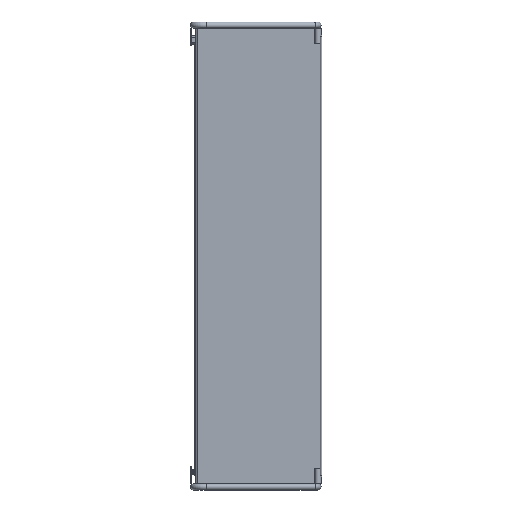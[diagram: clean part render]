
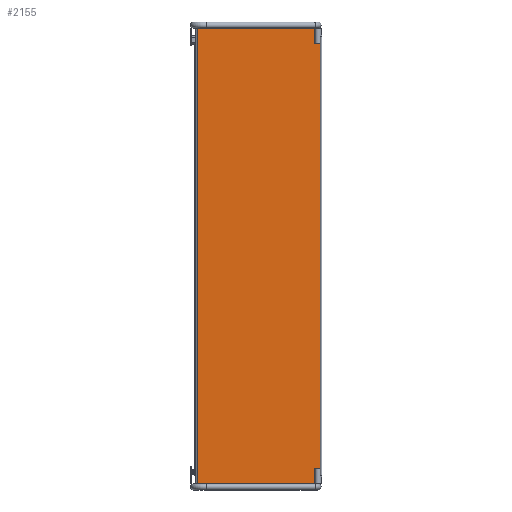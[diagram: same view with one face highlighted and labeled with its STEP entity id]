
A CAD part, front view. The second image highlights one B-rep face of the part: STEP entity #2155.
In plain terms, the highlighted planar face has unit normal (0, -1, 0).
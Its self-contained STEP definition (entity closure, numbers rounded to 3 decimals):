
#366 = VECTOR ( 'NONE', #585, 1000. ) ;
#585 = DIRECTION ( 'NONE',  ( 1., 0., 0. ) ) ;
#1250 = CARTESIAN_POINT ( 'NONE',  ( 160.9, -92.12, 0. ) ) ;
#1460 = LINE ( 'NONE', #5822, #366 ) ;
#1632 = LINE ( 'NONE', #4713, #8321 ) ;
#1837 = EDGE_CURVE ( 'NONE', #7835, #5798, #10076, .T. ) ;
#2155 = ADVANCED_FACE ( 'NONE', ( #6269 ), #2975, .F. ) ;
#2975 = PLANE ( 'NONE',  #9273 ) ;
#3474 = LINE ( 'NONE', #6827, #7391 ) ;
#3475 = ORIENTED_EDGE ( 'NONE', *, *, #9932, .F. ) ;
#3663 = CARTESIAN_POINT ( 'NONE',  ( 160.9, -92.12, 591.6 ) ) ;
#3960 = ORIENTED_EDGE ( 'NONE', *, *, #10183, .T. ) ;
#3979 = CARTESIAN_POINT ( 'NONE',  ( 1.3, -92.12, 0. ) ) ;
#4260 = DIRECTION ( 'NONE',  ( 0., 0., -1. ) ) ;
#4508 = EDGE_CURVE ( 'NONE', #7484, #8486, #3474, .T. ) ;
#4657 = CARTESIAN_POINT ( 'NONE',  ( 160.9, -92.12, 591.6 ) ) ;
#4713 = CARTESIAN_POINT ( 'NONE',  ( 0., -92.12, 0. ) ) ;
#4789 = ORIENTED_EDGE ( 'NONE', *, *, #1837, .F. ) ;
#5158 = CARTESIAN_POINT ( 'NONE',  ( 1.3, -92.12, 591.6 ) ) ;
#5456 = DIRECTION ( 'NONE',  ( 0., 0., 1. ) ) ;
#5798 = VERTEX_POINT ( 'NONE', #1250 ) ;
#5822 = CARTESIAN_POINT ( 'NONE',  ( 0., -92.12, 591.6 ) ) ;
#6269 = FACE_OUTER_BOUND ( 'NONE', #9941, .T. ) ;
#6827 = CARTESIAN_POINT ( 'NONE',  ( 1.3, -92.12, 591.6 ) ) ;
#7027 = VECTOR ( 'NONE', #4260, 1000. ) ;
#7180 = DIRECTION ( 'NONE',  ( 0., 1., 0. ) ) ;
#7271 = ORIENTED_EDGE ( 'NONE', *, *, #4508, .T. ) ;
#7391 = VECTOR ( 'NONE', #10055, 1000. ) ;
#7484 = VERTEX_POINT ( 'NONE', #5158 ) ;
#7835 = VERTEX_POINT ( 'NONE', #4657 ) ;
#8321 = VECTOR ( 'NONE', #10532, 1000. ) ;
#8486 = VERTEX_POINT ( 'NONE', #3979 ) ;
#9273 = AXIS2_PLACEMENT_3D ( 'NONE', #9542, #7180, #5456 ) ;
#9542 = CARTESIAN_POINT ( 'NONE',  ( 0., -92.12, 591.6 ) ) ;
#9932 = EDGE_CURVE ( 'NONE', #7484, #7835, #1460, .T. ) ;
#9941 = EDGE_LOOP ( 'NONE', ( #4789, #3475, #7271, #3960 ) ) ;
#10055 = DIRECTION ( 'NONE',  ( 0., 0., -1. ) ) ;
#10076 = LINE ( 'NONE', #3663, #7027 ) ;
#10183 = EDGE_CURVE ( 'NONE', #8486, #5798, #1632, .T. ) ;
#10532 = DIRECTION ( 'NONE',  ( 1., 0., 0. ) ) ;
